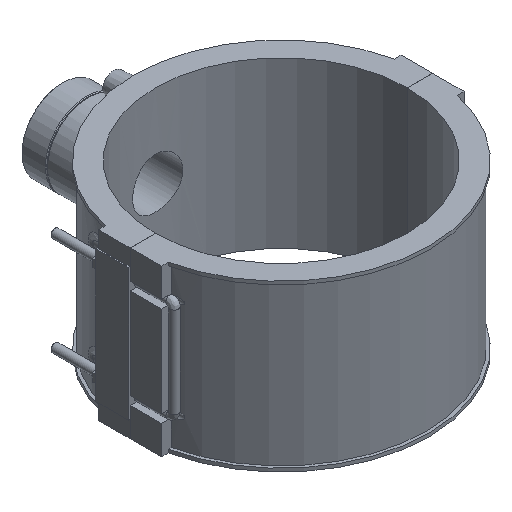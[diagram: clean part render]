
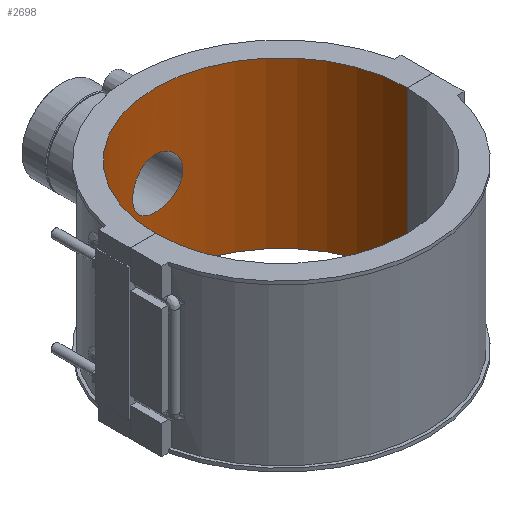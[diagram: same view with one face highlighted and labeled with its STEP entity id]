
A CAD part, isometric view. The second image highlights one B-rep face of the part: STEP entity #2698.
In plain terms, the highlighted cylindrical face has radius 90 mm (diameter 180 mm), a partial arc.
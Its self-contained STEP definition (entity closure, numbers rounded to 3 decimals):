
#194=LINE('',#5195,#421);
#222=LINE('',#5574,#449);
#421=VECTOR('',#3478,118.);
#449=VECTOR('',#3598,118.);
#483=B_SPLINE_CURVE_WITH_KNOTS('',3,(#3769,#3770,#3771,#3772,#3773,#3774,
#3775,#3776,#3777,#3778,#3779,#3780,#3781,#3782,#3783,#3784,#3785,#3786,
#3787,#3788,#3789,#3790,#3791,#3792,#3793,#3794,#3795,#3796,#3797,#3798,
#3799,#3800,#3801,#3802,#3803,#3804,#3805,#3806,#3807,#3808,#3809,#3810,
#3811,#3812,#3813,#3814,#3815,#3816,#3817,#3818,#3819,#3820,#3821,#3822,
#3823,#3824,#3825,#3826,#3827,#3828,#3829,#3830,#3831,#3832,#3833,#3834),
 .UNSPECIFIED.,.T.,.F.,(4,2,2,2,2,2,2,2,2,2,2,2,2,2,2,2,2,2,2,2,2,2,2,2,
2,2,2,2,2,2,2,2,4),(0.,0.339,0.678,1.017,
1.355,1.694,2.033,2.372,2.711,
3.049,3.388,3.727,4.066,4.405,
4.744,5.082,5.421,5.76,6.099,
6.438,6.777,7.115,7.454,7.793,
8.132,8.471,8.81,9.148,9.487,
9.826,10.165,10.504,10.843),
 .UNSPECIFIED.);
#664=CYLINDRICAL_SURFACE('',#2941,90.);
#718=FACE_BOUND('',#1073,.T.);
#861=FACE_OUTER_BOUND('',#1072,.T.);
#1072=EDGE_LOOP('',(#2449,#2450,#2451,#2452));
#1073=EDGE_LOOP('',(#2453));
#1183=CIRCLE('',#2938,90.);
#1184=CIRCLE('',#2940,90.);
#1195=VERTEX_POINT('',#3768);
#1392=VERTEX_POINT('',#5192);
#1393=VERTEX_POINT('',#5194);
#1424=VERTEX_POINT('',#5571);
#1425=VERTEX_POINT('',#5573);
#1447=EDGE_CURVE('',#1195,#1195,#483,.T.);
#1721=EDGE_CURVE('',#1393,#1392,#194,.T.);
#1775=EDGE_CURVE('',#1425,#1424,#222,.T.);
#1778=EDGE_CURVE('',#1393,#1424,#1183,.T.);
#1779=EDGE_CURVE('',#1425,#1392,#1184,.T.);
#2449=ORIENTED_EDGE('',*,*,#1775,.T.);
#2450=ORIENTED_EDGE('',*,*,#1778,.F.);
#2451=ORIENTED_EDGE('',*,*,#1721,.T.);
#2452=ORIENTED_EDGE('',*,*,#1779,.F.);
#2453=ORIENTED_EDGE('',*,*,#1447,.T.);
#2698=ADVANCED_FACE('',(#861,#718),#664,.F.);
#2938=AXIS2_PLACEMENT_3D('',#5579,#3603,#3604);
#2940=AXIS2_PLACEMENT_3D('',#5581,#3607,#3608);
#2941=AXIS2_PLACEMENT_3D('',#5583,#3610,#3611);
#3478=DIRECTION('',(0.,0.,-1.));
#3598=DIRECTION('',(0.,0.,1.));
#3603=DIRECTION('center_axis',(0.,0.,-1.));
#3604=DIRECTION('ref_axis',(-1.,0.,0.));
#3607=DIRECTION('center_axis',(0.,0.,1.));
#3608=DIRECTION('ref_axis',(-1.,0.,0.));
#3610=DIRECTION('center_axis',(0.,0.,1.));
#3611=DIRECTION('ref_axis',(-1.,0.,0.));
#3768=CARTESIAN_POINT('',(17.938,88.194,0.));
#3769=CARTESIAN_POINT('Ctrl Pts',(17.938,88.194,0.));
#3770=CARTESIAN_POINT('Ctrl Pts',(17.938,88.194,-1.129));
#3771=CARTESIAN_POINT('Ctrl Pts',(17.83,88.217,-2.296));
#3772=CARTESIAN_POINT('Ctrl Pts',(17.374,88.307,-4.616));
#3773=CARTESIAN_POINT('Ctrl Pts',(17.027,88.376,-5.769));
#3774=CARTESIAN_POINT('Ctrl Pts',(16.111,88.547,-7.977));
#3775=CARTESIAN_POINT('Ctrl Pts',(15.541,88.651,-9.036));
#3776=CARTESIAN_POINT('Ctrl Pts',(14.225,88.871,-10.992));
#3777=CARTESIAN_POINT('Ctrl Pts',(13.479,88.989,-11.889));
#3778=CARTESIAN_POINT('Ctrl Pts',(11.889,89.215,-13.479));
#3779=CARTESIAN_POINT('Ctrl Pts',(10.992,89.332,-14.225));
#3780=CARTESIAN_POINT('Ctrl Pts',(9.036,89.551,-15.541));
#3781=CARTESIAN_POINT('Ctrl Pts',(7.977,89.653,-16.111));
#3782=CARTESIAN_POINT('Ctrl Pts',(5.769,89.822,-17.027));
#3783=CARTESIAN_POINT('Ctrl Pts',(4.616,89.889,-17.374));
#3784=CARTESIAN_POINT('Ctrl Pts',(2.296,89.978,-17.83));
#3785=CARTESIAN_POINT('Ctrl Pts',(1.129,90.,-17.938));
#3786=CARTESIAN_POINT('Ctrl Pts',(-1.129,90.,-17.938));
#3787=CARTESIAN_POINT('Ctrl Pts',(-2.296,89.978,-17.83));
#3788=CARTESIAN_POINT('Ctrl Pts',(-4.616,89.889,-17.374));
#3789=CARTESIAN_POINT('Ctrl Pts',(-5.769,89.822,-17.027));
#3790=CARTESIAN_POINT('Ctrl Pts',(-7.977,89.653,-16.111));
#3791=CARTESIAN_POINT('Ctrl Pts',(-9.036,89.551,-15.541));
#3792=CARTESIAN_POINT('Ctrl Pts',(-10.992,89.332,-14.225));
#3793=CARTESIAN_POINT('Ctrl Pts',(-11.889,89.215,-13.479));
#3794=CARTESIAN_POINT('Ctrl Pts',(-13.479,88.989,-11.889));
#3795=CARTESIAN_POINT('Ctrl Pts',(-14.225,88.871,-10.992));
#3796=CARTESIAN_POINT('Ctrl Pts',(-15.541,88.651,-9.036));
#3797=CARTESIAN_POINT('Ctrl Pts',(-16.111,88.547,-7.977));
#3798=CARTESIAN_POINT('Ctrl Pts',(-17.027,88.376,-5.769));
#3799=CARTESIAN_POINT('Ctrl Pts',(-17.374,88.307,-4.616));
#3800=CARTESIAN_POINT('Ctrl Pts',(-17.83,88.217,-2.296));
#3801=CARTESIAN_POINT('Ctrl Pts',(-17.938,88.194,-1.129));
#3802=CARTESIAN_POINT('Ctrl Pts',(-17.938,88.194,1.129));
#3803=CARTESIAN_POINT('Ctrl Pts',(-17.83,88.217,2.296));
#3804=CARTESIAN_POINT('Ctrl Pts',(-17.374,88.307,4.616));
#3805=CARTESIAN_POINT('Ctrl Pts',(-17.027,88.376,5.769));
#3806=CARTESIAN_POINT('Ctrl Pts',(-16.111,88.547,7.977));
#3807=CARTESIAN_POINT('Ctrl Pts',(-15.541,88.651,9.036));
#3808=CARTESIAN_POINT('Ctrl Pts',(-14.225,88.871,10.992));
#3809=CARTESIAN_POINT('Ctrl Pts',(-13.479,88.989,11.889));
#3810=CARTESIAN_POINT('Ctrl Pts',(-11.889,89.215,13.479));
#3811=CARTESIAN_POINT('Ctrl Pts',(-10.992,89.332,14.225));
#3812=CARTESIAN_POINT('Ctrl Pts',(-9.036,89.551,15.541));
#3813=CARTESIAN_POINT('Ctrl Pts',(-7.977,89.653,16.111));
#3814=CARTESIAN_POINT('Ctrl Pts',(-5.769,89.822,17.027));
#3815=CARTESIAN_POINT('Ctrl Pts',(-4.616,89.889,17.374));
#3816=CARTESIAN_POINT('Ctrl Pts',(-2.296,89.978,17.83));
#3817=CARTESIAN_POINT('Ctrl Pts',(-1.129,90.,17.938));
#3818=CARTESIAN_POINT('Ctrl Pts',(1.129,90.,17.938));
#3819=CARTESIAN_POINT('Ctrl Pts',(2.296,89.978,17.83));
#3820=CARTESIAN_POINT('Ctrl Pts',(4.616,89.889,17.374));
#3821=CARTESIAN_POINT('Ctrl Pts',(5.769,89.822,17.027));
#3822=CARTESIAN_POINT('Ctrl Pts',(7.977,89.653,16.111));
#3823=CARTESIAN_POINT('Ctrl Pts',(9.036,89.551,15.541));
#3824=CARTESIAN_POINT('Ctrl Pts',(10.992,89.332,14.225));
#3825=CARTESIAN_POINT('Ctrl Pts',(11.889,89.215,13.479));
#3826=CARTESIAN_POINT('Ctrl Pts',(13.479,88.989,11.889));
#3827=CARTESIAN_POINT('Ctrl Pts',(14.225,88.871,10.992));
#3828=CARTESIAN_POINT('Ctrl Pts',(15.541,88.651,9.036));
#3829=CARTESIAN_POINT('Ctrl Pts',(16.111,88.547,7.977));
#3830=CARTESIAN_POINT('Ctrl Pts',(17.027,88.376,5.769));
#3831=CARTESIAN_POINT('Ctrl Pts',(17.374,88.307,4.616));
#3832=CARTESIAN_POINT('Ctrl Pts',(17.83,88.217,2.296));
#3833=CARTESIAN_POINT('Ctrl Pts',(17.938,88.194,1.129));
#3834=CARTESIAN_POINT('Ctrl Pts',(17.938,88.194,0.));
#5192=CARTESIAN_POINT('',(-90.,0.05,-59.));
#5194=CARTESIAN_POINT('',(-90.,0.05,59.));
#5195=CARTESIAN_POINT('',(-90.,0.05,0.));
#5571=CARTESIAN_POINT('',(90.,0.05,59.));
#5573=CARTESIAN_POINT('',(90.,0.05,-59.));
#5574=CARTESIAN_POINT('',(90.,0.05,0.));
#5579=CARTESIAN_POINT('Origin',(0.,0.,59.));
#5581=CARTESIAN_POINT('Origin',(0.,0.,-59.));
#5583=CARTESIAN_POINT('Origin',(0.,0.,0.));
